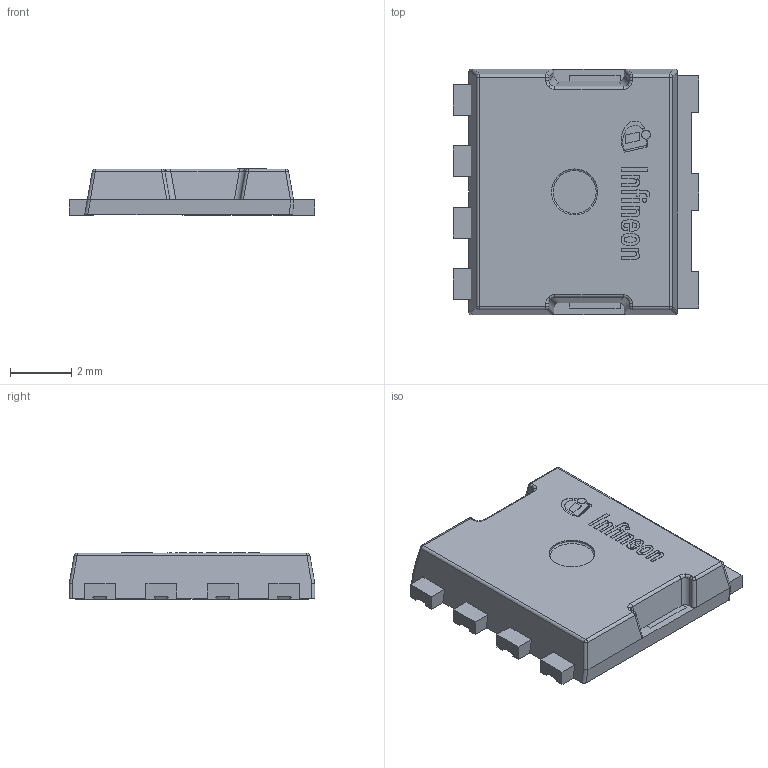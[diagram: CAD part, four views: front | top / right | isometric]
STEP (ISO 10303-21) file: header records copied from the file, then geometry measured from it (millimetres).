
FILE_DESCRIPTION(/* description */ (''),/* implementation_level */ '2;1');
FILE_NAME(/* name */ 'PG-LHSOF-4-1_Z8B00213296_V01_3D.stp',/* time_stamp */ '2022-12-21T17:09:55+06:00',/* author */ ('Subramani'),/* organization */ (''),/* preprocessor_version */ 'ST-DEVELOPER v16.13',/* originating_system */ 'AutoCAD Mechanical',/* authorisation */ '');
FILE_SCHEMA (('AUTOMOTIVE_DESIGN { 1 0 10303 214 3 1 1 }'));
Length unit declared in the file: millimetre
Products named in the file (1): Product
Bounding box: 8.01 x 8 x 1.51 mm (x, y, z)
Volume: 78.7 mm3; surface area: 240.5 mm2
Topology: 18 solids, 18 shells, 317 faces, 785 edges, 501 vertices
Faces by surface type: plane 224, cylinder 52, bspline 24, sphere 16, torus 1
Full cylindrical faces by diameter (mm): 0.142 x1, 0.288 x1, 1.5 x1
Entity records: 9630 total; most frequent: CARTESIAN_POINT 2176, ORIENTED_EDGE 1562, DIRECTION 1458, EDGE_CURVE 781, LINE 624, VECTOR 624, VERTEX_POINT 501, AXIS2_PLACEMENT_3D 417
